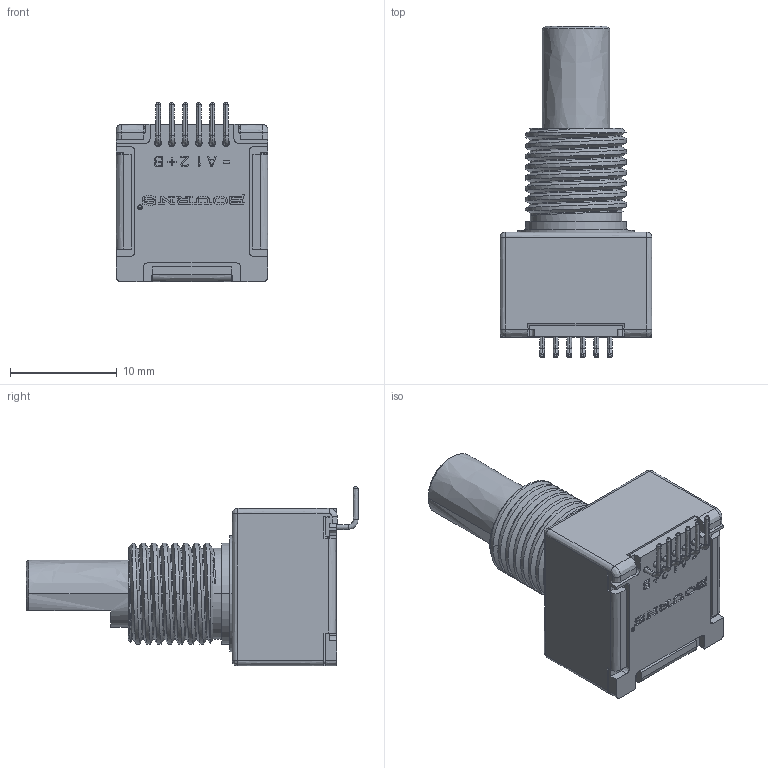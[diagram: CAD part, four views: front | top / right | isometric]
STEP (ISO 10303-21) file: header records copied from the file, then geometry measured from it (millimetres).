
FILE_DESCRIPTION((''),'2;1');
FILE_NAME('EM14AXD-C24-L','2007-05-10T',('RICKB'),('Bourns, Inc.'),'PRO/ENGINEER BY PARAMETRIC TECHNOLOGY CORPORATION, 2001200','PRO/ENGINEER BY PARAMETRIC TECHNOLOGY CORPORATION, 2001200','');
FILE_SCHEMA(('AUTOMOTIVE_DESIGN_CC2 { 1 2 10303 214 -1 1 5 2 }'));
Length unit declared in the file: inch
Products named in the file (1): EM14AXD-C24-L
Bounding box: 14.25 x 31.13 x 16.84 mm (x, y, z)
Volume: 2907.3 mm3; surface area: 2014 mm2
Topology: 1 solids, 3 shells, 635 faces, 1735 edges, 1124 vertices
Faces by surface type: bspline 635
Entity records: 35157 total; most frequent: CARTESIAN_POINT 14695, ORIENTED_EDGE 3470, DIRECTION 1950, PRESENTATION_STYLE_ASSIGNMENT 1833, STYLED_ITEM 1736, CURVE_STYLE 1735, EDGE_CURVE 1735, VECTOR 1252
